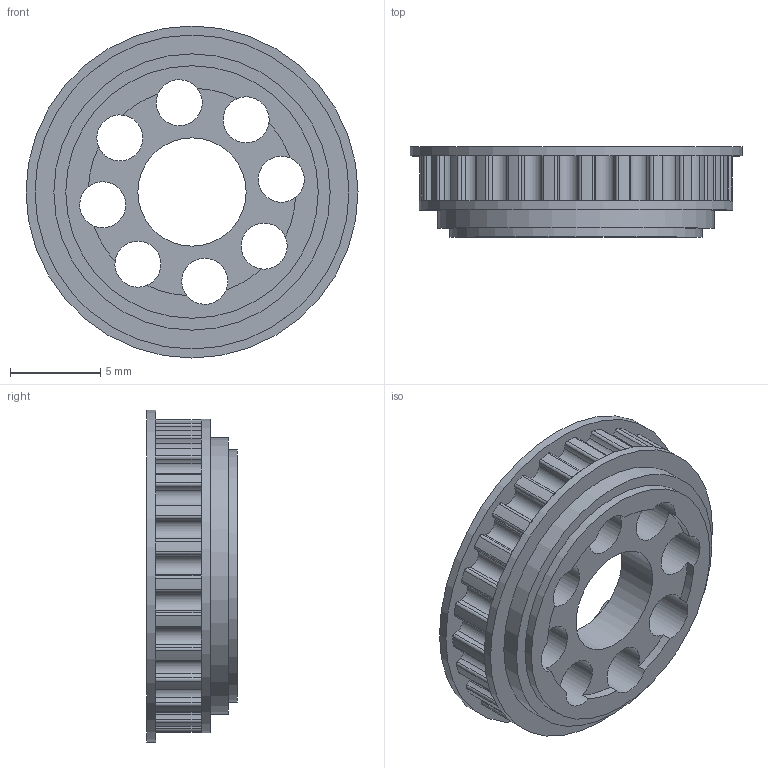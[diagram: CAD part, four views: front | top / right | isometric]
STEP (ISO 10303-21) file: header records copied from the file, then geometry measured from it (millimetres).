
FILE_DESCRIPTION(/* description */ (''),/* implementation_level */ '2;1');
FILE_NAME(/* name */ 'Poulie gt2 26t v2.step',/* time_stamp */ '2022-12-04T00:16:31+01:00',/* author */ (''),/* organization */ (''),/* preprocessor_version */ 'ST-DEVELOPER v19.2',/* originating_system */ 'Autodesk Translation Framework v11.17.0.187',/* authorisation */ '');
FILE_SCHEMA (('AUTOMOTIVE_DESIGN { 1 0 10303 214 3 1 1 }'));
Length unit declared in the file: millimetre
Products named in the file (1): Poulie gt2 26t
Bounding box: 18.41 x 5 x 18.41 mm (x, y, z)
Volume: 602.5 mm3; surface area: 1051.4 mm2
Topology: 1 solids, 1 shells, 193 faces, 603 edges, 402 vertices
Faces by surface type: cylinder 185, plane 8
Full cylindrical faces by diameter (mm): 2.55 x8, 6 x1, 14 x1, 15.317 x1, 17.405 x1, 18.405 x1
Entity records: 7028 total; most frequent: DIRECTION 1393, ORIENTED_EDGE 1206, CARTESIAN_POINT 1199, EDGE_CURVE 603, AXIS2_PLACEMENT_3D 596, CIRCLE 402, VERTEX_POINT 402, EDGE_LOOP 201
